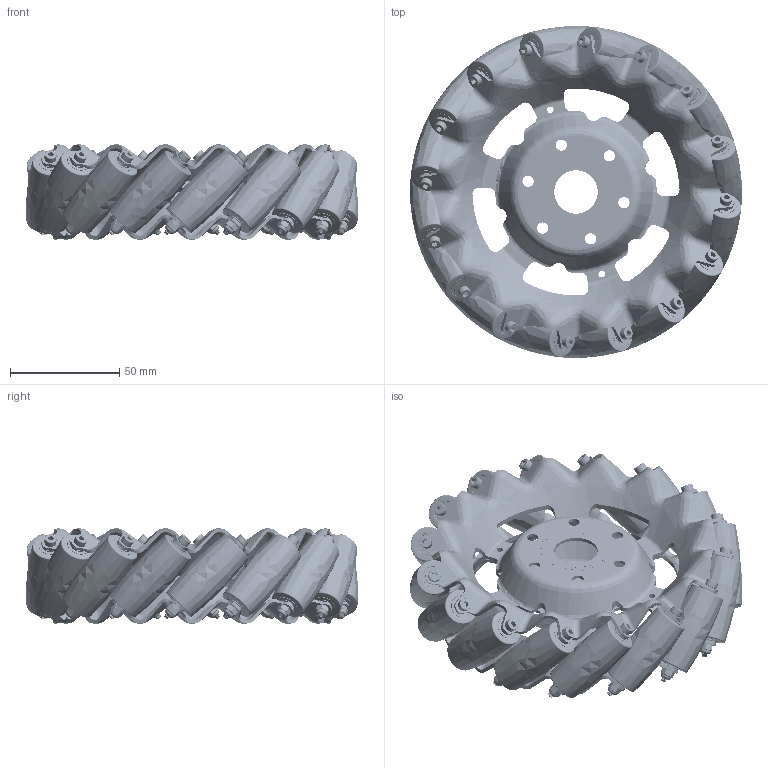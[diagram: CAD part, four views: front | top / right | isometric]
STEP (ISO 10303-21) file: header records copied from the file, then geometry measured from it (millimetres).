
FILE_DESCRIPTION((''),'2;1');
FILE_NAME('RIGHT-THREADED_MECANUM_WHEEL_AS','2019-11-29T',('zemel.shuai'),(''),'CREO PARAMETRIC BY PTC INC, 2015200','CREO PARAMETRIC BY PTC INC, 2015200','');
FILE_SCHEMA(('CONFIG_CONTROL_DESIGN'));
Products named in the file (1): RIGHT-THREADED_MECANUM_WHEEL_AS
Bounding box: 152.29 x 152.29 x 43.64 mm (x, y, z)
Volume: 145621.4 mm3; surface area: 144475.8 mm2
Topology: 32 solids, 65 shells, 3842 faces, 10260 edges, 6620 vertices
Faces by surface type: plane 1136, cylinder 1020, cone 592, bspline 520, torus 344, extrusion 134, sphere 64, revolution 32
Entity records: 201297 total; most frequent: CARTESIAN_POINT 85795, ORIENTED_EDGE 20200, DIRECTION 17552, EDGE_CURVE 10196, AXIS2_PLACEMENT_3D 6889, VERTEX_POINT 6620, PRESENTATION_STYLE_ASSIGNMENT 5973, STYLED_ITEM 5531
